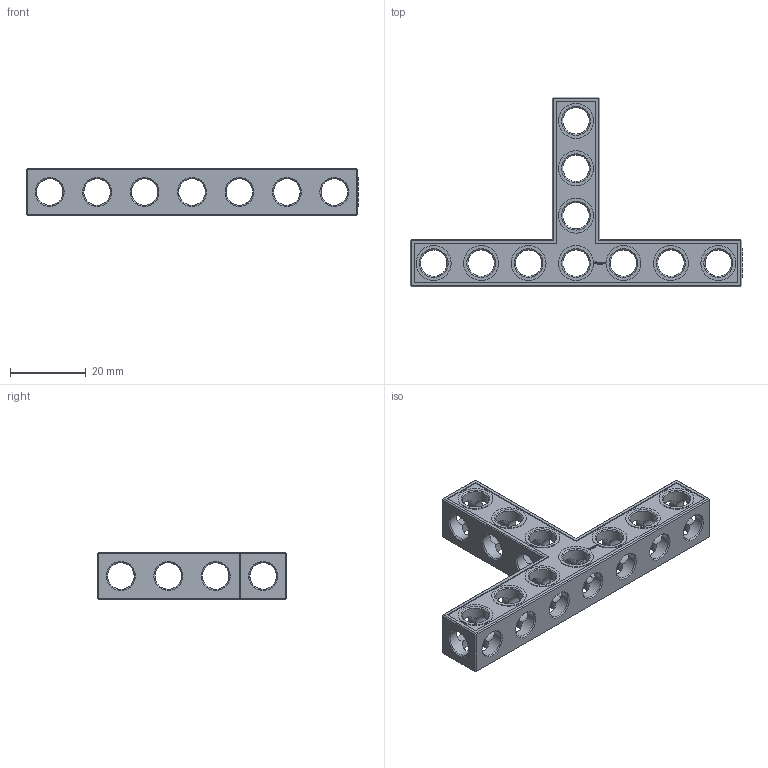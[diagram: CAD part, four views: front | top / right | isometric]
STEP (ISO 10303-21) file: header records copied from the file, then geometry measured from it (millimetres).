
FILE_DESCRIPTION(('FreeCAD Model'),'2;1');
FILE_NAME('Open CASCADE Shape Model','2021-08-09T14:57:08',( 'Paulo Kiefe'),('STEMFIE.org'),'Open CASCADE STEP processor 7.4', 'FreeCAD','Unknown');
FILE_SCHEMA(('AUTOMOTIVE_DESIGN { 1 0 10303 214 1 1 1 1 }'));
Length unit declared in the file: millimetre
Products named in the file (1): Beam_TSH_SYM_ESS_BU07x04x01_-_SPN-BEM-1040_(stemfie.org)
Bounding box: 87.5 x 50 x 12.5 mm (x, y, z)
Volume: 9757.5 mm3; surface area: 8899.6 mm2
Topology: 1 solids, 1 shells, 628 faces, 1806 edges, 1186 vertices
Faces by surface type: plane 393, extrusion 126, cylinder 65, cone 44
Full cylindrical faces by diameter (mm): 7 x51, 9.2 x10
Entity records: 52521 total; most frequent: CARTESIAN_POINT 13566, DIRECTION 5762, VECTOR 4074, LINE 3948, ORIENTED_EDGE 3612, PCURVE 3612, DEFINITIONAL_REPRESENTATION 3612, EDGE_CURVE 1806
